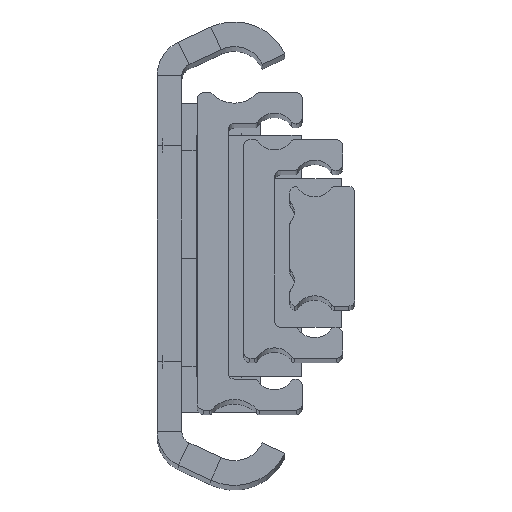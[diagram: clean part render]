
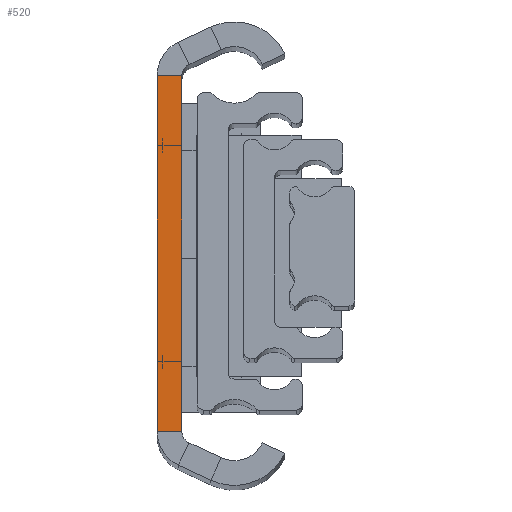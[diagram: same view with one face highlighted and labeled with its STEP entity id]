
A CAD part, top view. The second image highlights one B-rep face of the part: STEP entity #520.
In plain terms, the highlighted planar face has unit normal (0, 0, 1).
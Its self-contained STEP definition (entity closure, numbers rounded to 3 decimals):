
#73 = LINE ( 'NONE', #2214, #3742 ) ;
#94 = DIRECTION ( 'NONE',  ( 0., -1., 0. ) ) ;
#177 = VERTEX_POINT ( 'NONE', #3616 ) ;
#520 = ADVANCED_FACE ( 'NONE', ( #2357 ), #6138, .F. ) ;
#802 = ORIENTED_EDGE ( 'NONE', *, *, #3721, .T. ) ;
#1076 = LINE ( 'NONE', #3854, #1879 ) ;
#1188 = VERTEX_POINT ( 'NONE', #4194 ) ;
#1379 = DIRECTION ( 'NONE',  ( 0., 0., -1. ) ) ;
#1401 = VERTEX_POINT ( 'NONE', #4518 ) ;
#1713 = EDGE_CURVE ( 'NONE', #177, #1401, #73, .T. ) ;
#1788 = ORIENTED_EDGE ( 'NONE', *, *, #4834, .F. ) ;
#1879 = VECTOR ( 'NONE', #94, 1000. ) ;
#1886 = VECTOR ( 'NONE', #3314, 1000. ) ;
#2214 = CARTESIAN_POINT ( 'NONE',  ( 0., -28.779, 0. ) ) ;
#2287 = AXIS2_PLACEMENT_3D ( 'NONE', #2909, #1379, #2845 ) ;
#2357 = FACE_OUTER_BOUND ( 'NONE', #3870, .T. ) ;
#2600 = CARTESIAN_POINT ( 'NONE',  ( 4., 28.779, 0. ) ) ;
#2845 = DIRECTION ( 'NONE',  ( 0., -1., 0. ) ) ;
#2909 = CARTESIAN_POINT ( 'NONE',  ( 0., 28.779, 0. ) ) ;
#3314 = DIRECTION ( 'NONE',  ( -1., 0., 0. ) ) ;
#3337 = DIRECTION ( 'NONE',  ( -1., 0., 0. ) ) ;
#3616 = CARTESIAN_POINT ( 'NONE',  ( 4., -28.779, 0. ) ) ;
#3721 = EDGE_CURVE ( 'NONE', #1188, #1401, #3857, .T. ) ;
#3742 = VECTOR ( 'NONE', #3337, 1000. ) ;
#3748 = CARTESIAN_POINT ( 'NONE',  ( 0., 28.779, 0. ) ) ;
#3848 = LINE ( 'NONE', #3748, #1886 ) ;
#3854 = CARTESIAN_POINT ( 'NONE',  ( 4., 28.779, 0. ) ) ;
#3857 = LINE ( 'NONE', #6322, #5177 ) ;
#3870 = EDGE_LOOP ( 'NONE', ( #5314, #1788, #5340, #802 ) ) ;
#4131 = EDGE_CURVE ( 'NONE', #6334, #1188, #3848, .T. ) ;
#4194 = CARTESIAN_POINT ( 'NONE',  ( 0., 28.779, 0. ) ) ;
#4518 = CARTESIAN_POINT ( 'NONE',  ( 0., -28.779, 0. ) ) ;
#4834 = EDGE_CURVE ( 'NONE', #6334, #177, #1076, .T. ) ;
#4944 = DIRECTION ( 'NONE',  ( 0., -1., 0. ) ) ;
#5177 = VECTOR ( 'NONE', #4944, 1000. ) ;
#5314 = ORIENTED_EDGE ( 'NONE', *, *, #1713, .F. ) ;
#5340 = ORIENTED_EDGE ( 'NONE', *, *, #4131, .T. ) ;
#6138 = PLANE ( 'NONE',  #2287 ) ;
#6322 = CARTESIAN_POINT ( 'NONE',  ( 0., 28.779, 0. ) ) ;
#6334 = VERTEX_POINT ( 'NONE', #2600 ) ;
